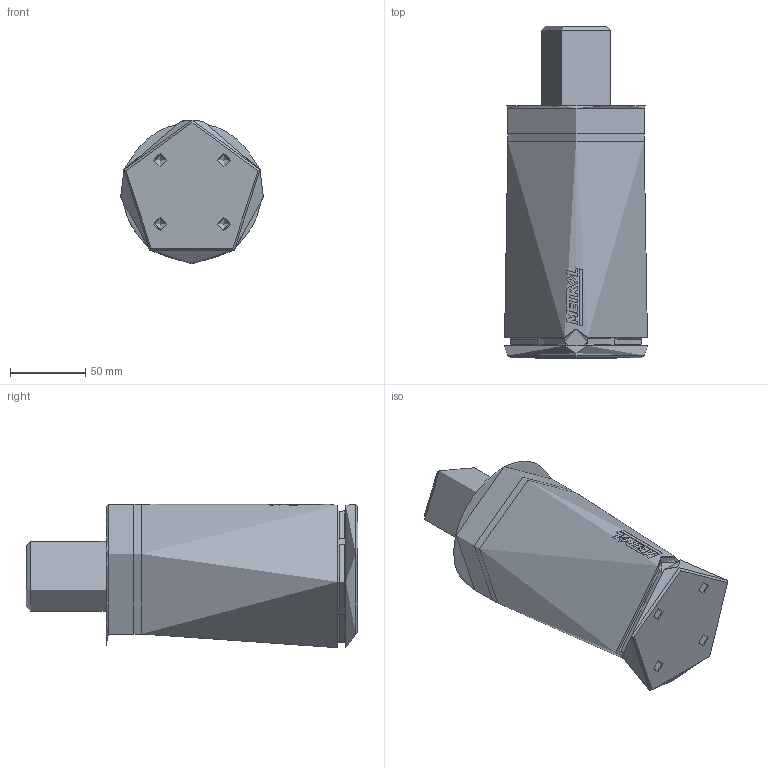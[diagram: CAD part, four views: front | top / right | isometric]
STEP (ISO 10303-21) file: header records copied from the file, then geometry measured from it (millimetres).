
FILE_DESCRIPTION (( 'STEP AP214' ), '1' );
FILE_NAME ('ISNG3000-050.step', '2019-03-15T16:10:51', ( '' ), ( '' ), 'SwSTEP 2.0', 'SolidWorks 2014', '' );
FILE_SCHEMA (( 'AUTOMOTIVE_DESIGN' ));
Length unit declared in the file: millimetre
Products named in the file (3): ISNG-3000 Piston_ISNG-3000-50; ISNG-3000 Body_ISNG-3000-50; ISNG3000-050
Assembly tree (2 placements, depth 2):
  ISNG3000-050
    ISNG-3000 Body_ISNG-3000-50
    ISNG-3000 Piston_ISNG-3000-50
Bounding box: 94.7 x 220 x 95.1 mm (x, y, z)
Volume: 1124319.2 mm3; surface area: 104626.2 mm2
Topology: 7 solids, 7 shells, 126 faces, 291 edges, 188 vertices
Faces by surface type: bspline 42, plane 35, cylinder 30, cone 11, torus 8
Full cylindrical faces by diameter (mm): 8 x5, 15 x1, 50 x2, 54.9 x1, 55 x1, 60 x2, 70 x1, 70.1 x1, 75.9 x1, 76 x1, 95 x3
Entity records: 5364 total; most frequent: CARTESIAN_POINT 2816, ORIENTED_EDGE 494, DIRECTION 368, EDGE_CURVE 247, VERTEX_POINT 180, EDGE_LOOP 175, FACE_OUTER_BOUND 151, AXIS2_PLACEMENT_3D 141
